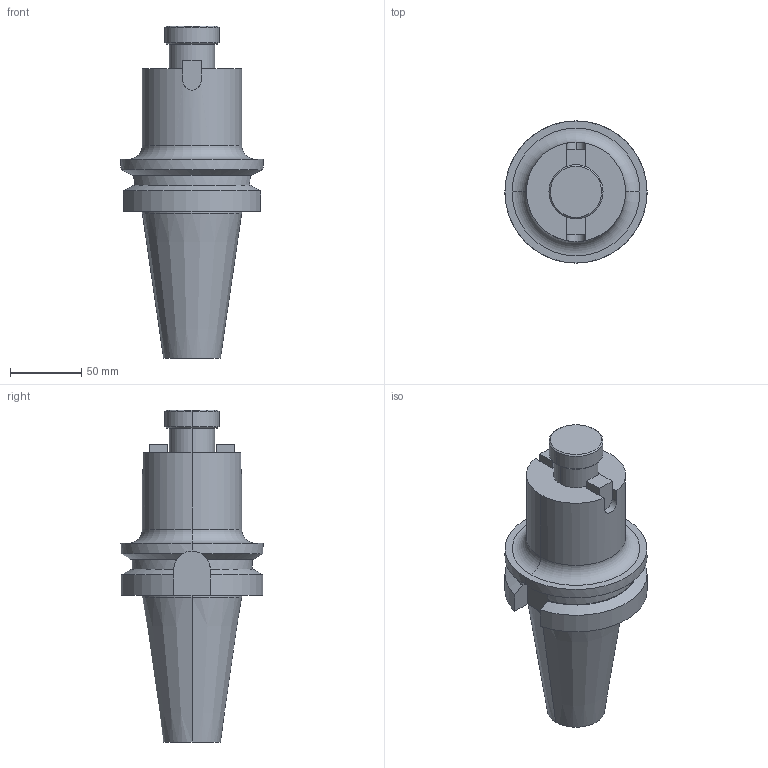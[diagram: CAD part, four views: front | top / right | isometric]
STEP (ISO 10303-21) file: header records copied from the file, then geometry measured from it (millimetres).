
FILE_DESCRIPTION (( 'STEP AP203' ), '1' );
FILE_NAME ('STP-5027-151-A72-400-1(SATE-27.151.72.400).STEP', '2021-06-22T07:37:19', ( '' ), ( '' ), 'SwSTEP 2.0', 'SolidWorks 2017', '' );
FILE_SCHEMA (( 'CONFIG_CONTROL_DESIGN' ));
Length unit declared in the file: millimetre
Products named in the file (1): STP-5027-151-A72-400-1(SATE-27.151.72.400)
Bounding box: 100 x 100 x 233.55 mm (x, y, z)
Volume: 749623.2 mm3; surface area: 71831.9 mm2
Topology: 4 solids, 4 shells, 82 faces, 193 edges, 122 vertices
Faces by surface type: plane 34, cylinder 30, cone 16, torus 2
Entity records: 2573 total; most frequent: CARTESIAN_POINT 605, DIRECTION 406, ORIENTED_EDGE 382, EDGE_CURVE 191, AXIS2_PLACEMENT_3D 155, VERTEX_POINT 122, LINE 96, VECTOR 96
